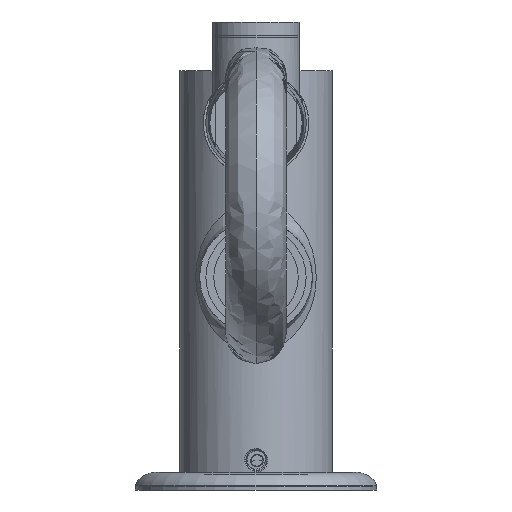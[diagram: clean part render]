
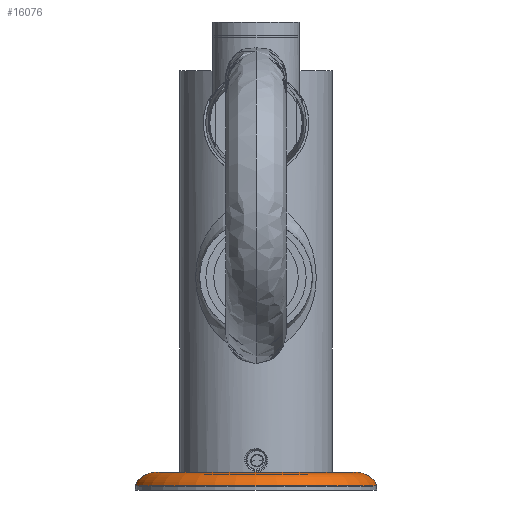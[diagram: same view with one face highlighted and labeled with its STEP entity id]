
A CAD part, front view. The second image highlights one B-rep face of the part: STEP entity #16076.
In plain terms, the highlighted toroidal (fillet/blend) face has major radius 22.917 mm and minor radius 5 mm.
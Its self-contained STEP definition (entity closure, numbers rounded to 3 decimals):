
#69 = EDGE_CURVE ( 'NONE', #20576, #16270, #7085, .T. ) ;
#384 = CIRCLE ( 'NONE', #21031, 27.5 ) ;
#622 = CARTESIAN_POINT ( 'NONE',  ( 27.5, 0., -6.8 ) ) ;
#1374 = AXIS2_PLACEMENT_3D ( 'NONE', #18027, #3507, #3150 ) ;
#2216 = VERTEX_POINT ( 'NONE', #19063 ) ;
#3150 = DIRECTION ( 'NONE',  ( 1., 0., 0. ) ) ;
#3265 = ORIENTED_EDGE ( 'NONE', *, *, #8375, .T. ) ;
#3507 = DIRECTION ( 'NONE',  ( 0., -1., 0. ) ) ;
#4923 = ORIENTED_EDGE ( 'NONE', *, *, #18425, .T. ) ;
#6288 = DIRECTION ( 'NONE',  ( 0., 0., 1. ) ) ;
#6575 = AXIS2_PLACEMENT_3D ( 'NONE', #19540, #10619, #13909 ) ;
#7085 = CIRCLE ( 'NONE', #19554, 5. ) ;
#7630 = ORIENTED_EDGE ( 'NONE', *, *, #12494, .F. ) ;
#8176 = DIRECTION ( 'NONE',  ( -1., 0., 0. ) ) ;
#8375 = EDGE_CURVE ( 'NONE', #20576, #13753, #384, .T. ) ;
#8476 = EDGE_LOOP ( 'NONE', ( #3265, #4923, #7630, #14819 ) ) ;
#10483 = CARTESIAN_POINT ( 'NONE',  ( 0., 0., -6.8 ) ) ;
#10619 = DIRECTION ( 'NONE',  ( 0., 0., 1. ) ) ;
#11067 = CIRCLE ( 'NONE', #22759, 22.917 ) ;
#11650 = TOROIDAL_SURFACE ( 'NONE', #6575, 22.917, 5. ) ;
#11891 = CARTESIAN_POINT ( 'NONE',  ( -22.917, 0., -8.8 ) ) ;
#12071 = DIRECTION ( 'NONE',  ( 0., 0., 1. ) ) ;
#12494 = EDGE_CURVE ( 'NONE', #16270, #2216, #11067, .T. ) ;
#13753 = VERTEX_POINT ( 'NONE', #622 ) ;
#13909 = DIRECTION ( 'NONE',  ( -1., 0., 0. ) ) ;
#14391 = FACE_OUTER_BOUND ( 'NONE', #8476, .T. ) ;
#14617 = CIRCLE ( 'NONE', #1374, 5. ) ;
#14819 = ORIENTED_EDGE ( 'NONE', *, *, #69, .F. ) ;
#15236 = CARTESIAN_POINT ( 'NONE',  ( -27.5, 0., -6.8 ) ) ;
#15534 = DIRECTION ( 'NONE',  ( 0., 1., 0. ) ) ;
#16076 = ADVANCED_FACE ( 'NONE', ( #14391 ), #11650, .T. ) ;
#16270 = VERTEX_POINT ( 'NONE', #22712 ) ;
#18027 = CARTESIAN_POINT ( 'NONE',  ( 22.917, 0., -8.8 ) ) ;
#18425 = EDGE_CURVE ( 'NONE', #13753, #2216, #14617, .T. ) ;
#19063 = CARTESIAN_POINT ( 'NONE',  ( 22.917, 0., -3.8 ) ) ;
#19540 = CARTESIAN_POINT ( 'NONE',  ( 0., 0., -8.8 ) ) ;
#19554 = AXIS2_PLACEMENT_3D ( 'NONE', #11891, #15534, #6288 ) ;
#20058 = DIRECTION ( 'NONE',  ( 0., 0., 1. ) ) ;
#20576 = VERTEX_POINT ( 'NONE', #15236 ) ;
#21031 = AXIS2_PLACEMENT_3D ( 'NONE', #10483, #12071, #8176 ) ;
#21661 = DIRECTION ( 'NONE',  ( -1., 0., 0. ) ) ;
#22712 = CARTESIAN_POINT ( 'NONE',  ( -22.917, 0., -3.8 ) ) ;
#22759 = AXIS2_PLACEMENT_3D ( 'NONE', #23730, #20058, #21661 ) ;
#23730 = CARTESIAN_POINT ( 'NONE',  ( 0., 0., -3.8 ) ) ;
